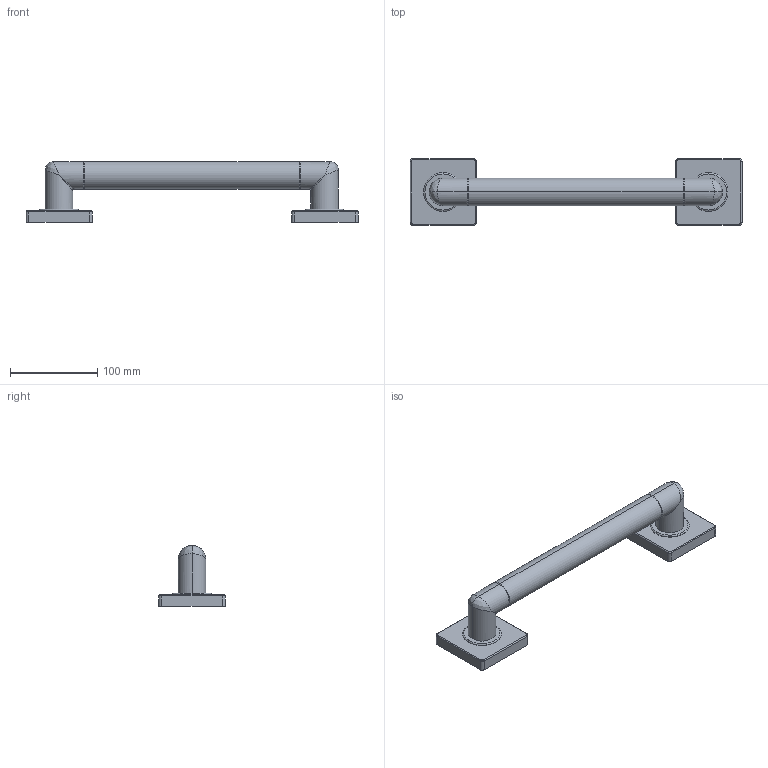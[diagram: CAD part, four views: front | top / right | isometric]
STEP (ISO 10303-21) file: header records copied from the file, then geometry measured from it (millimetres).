
FILE_DESCRIPTION((''),'2;1');
FILE_NAME('2040-3912','2021-06-14T16:06:28',('rsmith'),(''),'CREO PARAMETRIC BY PTC INC, 2018400','CREO PARAMETRIC BY PTC INC, 2018400','');
FILE_SCHEMA(('AUTOMOTIVE_DESIGN { 1 0 10303 214 1 1 1 1 }'));
Length unit declared in the file: inch
Products named in the file (1): 2040-3912
Bounding box: 381 x 76.2 x 69.98 mm (x, y, z)
Volume: 463294.5 mm3; surface area: 67639.2 mm2
Topology: 1 solids, 1 shells, 72 faces, 154 edges, 88 vertices
Faces by surface type: cylinder 30, plane 14, torus 12, bspline 8, cone 8
Entity records: 3585 total; most frequent: CARTESIAN_POINT 1132, DIRECTION 342, ORIENTED_EDGE 308, PRESENTATION_STYLE_ASSIGNMENT 189, STYLED_ITEM 155, CURVE_STYLE 154, EDGE_CURVE 154, COLOUR_RGB 146
